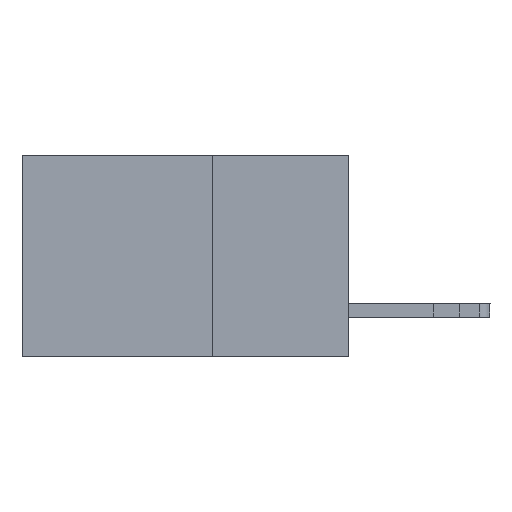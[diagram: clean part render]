
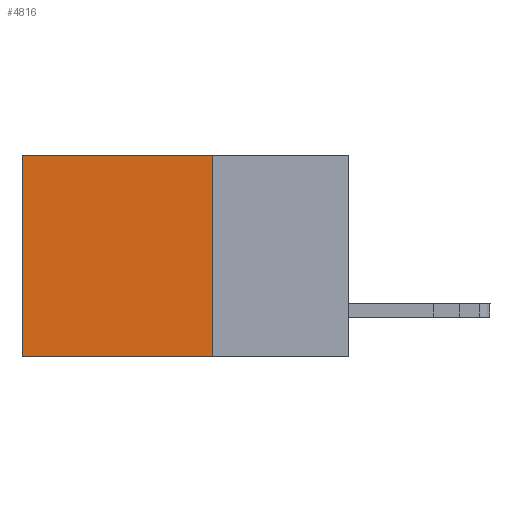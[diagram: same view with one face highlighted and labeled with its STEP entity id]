
A CAD part, left-side view. The second image highlights one B-rep face of the part: STEP entity #4816.
In plain terms, the highlighted planar face has unit normal (-1, 0, 0).
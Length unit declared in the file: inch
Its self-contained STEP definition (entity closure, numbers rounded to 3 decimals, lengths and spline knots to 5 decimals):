
#28 = LINE ( 'NONE', #2457, #16055 ) ;
#1152 = LINE ( 'NONE', #6219, #8301 ) ;
#1181 = VERTEX_POINT ( 'NONE', #5344 ) ;
#2057 = AXIS2_PLACEMENT_3D ( 'NONE', #3478, #12449, #8599 ) ;
#2381 = DIRECTION ( 'NONE',  ( 0., 1., 0. ) ) ;
#2457 = CARTESIAN_POINT ( 'NONE',  ( 0.298, 0.25, -0.37 ) ) ;
#3465 = ORIENTED_EDGE ( 'NONE', *, *, #6277, .T. ) ;
#3478 = CARTESIAN_POINT ( 'NONE',  ( 0.298, 0.25, 0. ) ) ;
#4816 = ADVANCED_FACE ( 'NONE', ( #14838 ), #7451, .F. ) ;
#5344 = CARTESIAN_POINT ( 'NONE',  ( 0.298, 0.6, -0.37 ) ) ;
#5346 = LINE ( 'NONE', #14308, #14773 ) ;
#5905 = LINE ( 'NONE', #8478, #10747 ) ;
#6219 = CARTESIAN_POINT ( 'NONE',  ( 0.298, 0.6, 0. ) ) ;
#6277 = EDGE_CURVE ( 'NONE', #13570, #1181, #1152, .T. ) ;
#6823 = ORIENTED_EDGE ( 'NONE', *, *, #7938, .F. ) ;
#7388 = CARTESIAN_POINT ( 'NONE',  ( 0.298, 0.6, 0. ) ) ;
#7451 = PLANE ( 'NONE',  #2057 ) ;
#7938 = EDGE_CURVE ( 'NONE', #12566, #14504, #5905, .T. ) ;
#8301 = VECTOR ( 'NONE', #9027, 39.37008 ) ;
#8478 = CARTESIAN_POINT ( 'NONE',  ( 0.298, 0.25, 0. ) ) ;
#8599 = DIRECTION ( 'NONE',  ( 0., 0., -1. ) ) ;
#9027 = DIRECTION ( 'NONE',  ( 0., 0., -1. ) ) ;
#9553 = ORIENTED_EDGE ( 'NONE', *, *, #12865, .F. ) ;
#10716 = DIRECTION ( 'NONE',  ( 0., 0., -1. ) ) ;
#10747 = VECTOR ( 'NONE', #10716, 39.37008 ) ;
#11088 = CARTESIAN_POINT ( 'NONE',  ( 0.298, 0.25, -0.37 ) ) ;
#11636 = ORIENTED_EDGE ( 'NONE', *, *, #16213, .T. ) ;
#12449 = DIRECTION ( 'NONE',  ( 1., 0., 0. ) ) ;
#12566 = VERTEX_POINT ( 'NONE', #15576 ) ;
#12865 = EDGE_CURVE ( 'NONE', #14504, #1181, #28, .T. ) ;
#13570 = VERTEX_POINT ( 'NONE', #7388 ) ;
#14308 = CARTESIAN_POINT ( 'NONE',  ( 0.298, 0.25, 0. ) ) ;
#14504 = VERTEX_POINT ( 'NONE', #11088 ) ;
#14691 = EDGE_LOOP ( 'NONE', ( #3465, #9553, #6823, #11636 ) ) ;
#14773 = VECTOR ( 'NONE', #15549, 39.37008 ) ;
#14838 = FACE_OUTER_BOUND ( 'NONE', #14691, .T. ) ;
#15549 = DIRECTION ( 'NONE',  ( 0., 1., 0. ) ) ;
#15576 = CARTESIAN_POINT ( 'NONE',  ( 0.298, 0.25, 0. ) ) ;
#16055 = VECTOR ( 'NONE', #2381, 39.37008 ) ;
#16213 = EDGE_CURVE ( 'NONE', #12566, #13570, #5346, .T. ) ;
